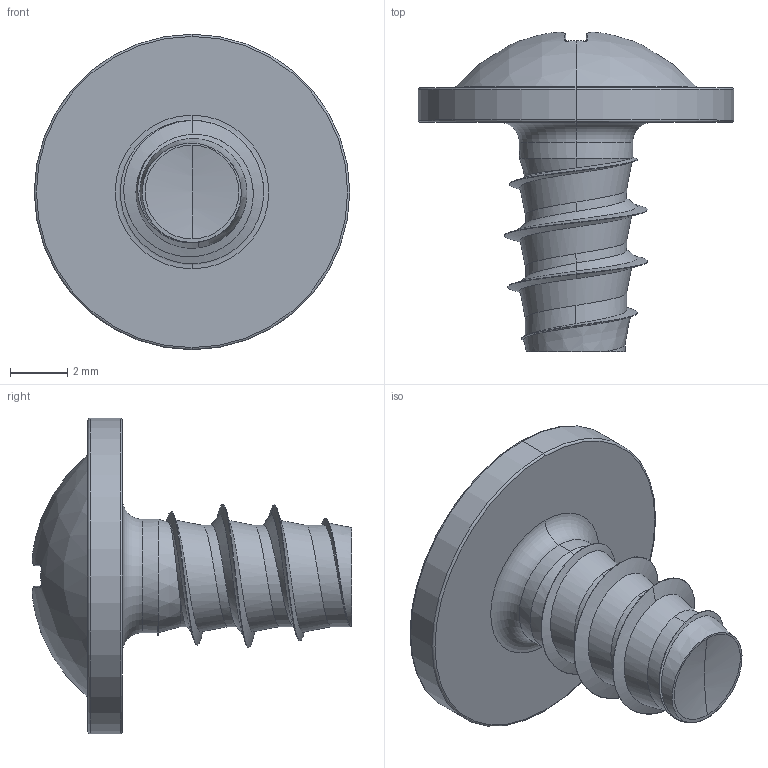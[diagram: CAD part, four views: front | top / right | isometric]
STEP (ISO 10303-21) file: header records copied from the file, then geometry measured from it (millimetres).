
FILE_DESCRIPTION (( 'STEP AP203' ), '1' );
FILE_NAME ('STP310500080.STEP', '2017-08-15T13:29:43', ( '' ), ( '' ), 'SwSTEP 2.0', 'SolidWorks 2015', '' );
FILE_SCHEMA (( 'CONFIG_CONTROL_DESIGN' ));
Length unit declared in the file: millimetre
Products named in the file (1): STP310500080
Bounding box: 11 x 11.14 x 11 mm (x, y, z)
Volume: 257 mm3; surface area: 387.2 mm2
Topology: 1 solids, 1 shells, 175 faces, 391 edges, 219 vertices
Faces by surface type: bspline 51, cylinder 34, torus 30, sphere 28, plane 23, cone 9
Entity records: 14039 total; most frequent: CARTESIAN_POINT 10428, ORIENTED_EDGE 778, DIRECTION 709, EDGE_CURVE 389, AXIS2_PLACEMENT_3D 321, VERTEX_POINT 219, CIRCLE 196, EDGE_LOOP 178
